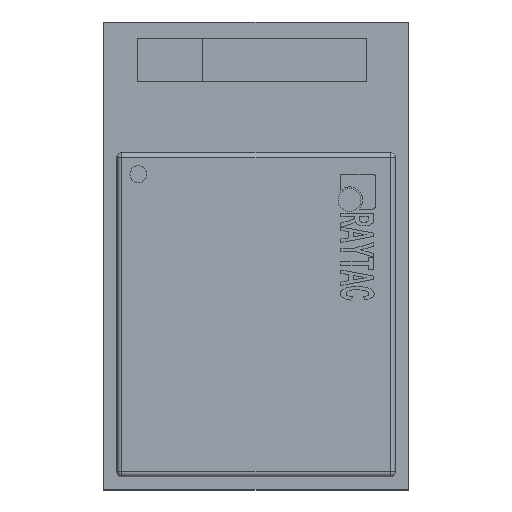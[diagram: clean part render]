
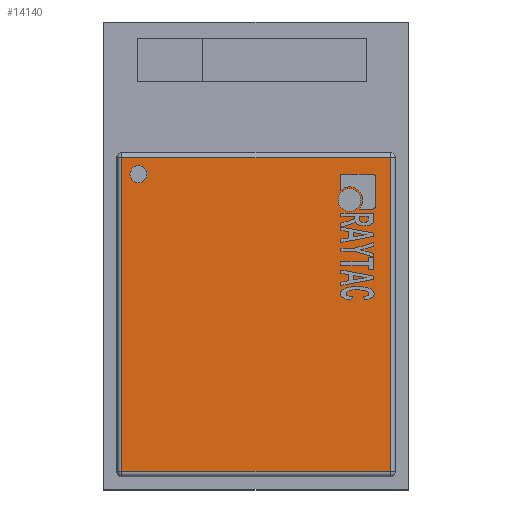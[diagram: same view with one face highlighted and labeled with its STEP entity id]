
A CAD part, top view. The second image highlights one B-rep face of the part: STEP entity #14140.
In plain terms, the highlighted planar face has unit normal (0, 0, 1).
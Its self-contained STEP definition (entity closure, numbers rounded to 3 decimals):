
#1111=FACE_OUTER_BOUND('',#2022,.T.);
#2022=EDGE_LOOP('',(#12054,#12055,#12056,#12057));
#3717=LINE('',#22310,#5522);
#3721=LINE('',#22326,#5526);
#3723=LINE('',#22329,#5528);
#3725=LINE('',#22332,#5530);
#5522=VECTOR('',#18440,10.);
#5526=VECTOR('',#18458,10.);
#5528=VECTOR('',#18462,10.);
#5530=VECTOR('',#18466,10.);
#6798=VERTEX_POINT('',#22272);
#6803=VERTEX_POINT('',#22285);
#6808=VERTEX_POINT('',#22298);
#6813=VERTEX_POINT('',#22314);
#8581=EDGE_CURVE('',#6798,#6808,#3717,.T.);
#8589=EDGE_CURVE('',#6808,#6813,#3721,.T.);
#8591=EDGE_CURVE('',#6813,#6803,#3723,.T.);
#8593=EDGE_CURVE('',#6803,#6798,#3725,.T.);
#12054=ORIENTED_EDGE('',*,*,#8581,.F.);
#12055=ORIENTED_EDGE('',*,*,#8593,.F.);
#12056=ORIENTED_EDGE('',*,*,#8591,.F.);
#12057=ORIENTED_EDGE('',*,*,#8589,.F.);
#13315=PLANE('',#15256);
#14140=ADVANCED_FACE('',(#1111),#13315,.T.);
#15256=AXIS2_PLACEMENT_3D('',#22338,#18474,#18475);
#18440=DIRECTION('',(-1.,0.,0.));
#18458=DIRECTION('',(0.,1.,0.));
#18462=DIRECTION('',(1.,0.,0.));
#18466=DIRECTION('',(0.,-1.,0.));
#18474=DIRECTION('center_axis',(0.,0.,1.));
#18475=DIRECTION('ref_axis',(1.,0.,0.));
#22272=CARTESIAN_POINT('',(4.1,-6.6,1.8));
#22285=CARTESIAN_POINT('',(4.1,3.,1.8));
#22298=CARTESIAN_POINT('',(-4.1,-6.6,1.8));
#22310=CARTESIAN_POINT('',(-2.125,-6.6,1.8));
#22314=CARTESIAN_POINT('',(-4.1,3.,1.8));
#22326=CARTESIAN_POINT('',(-4.1,0.675,1.8));
#22329=CARTESIAN_POINT('',(2.125,3.,1.8));
#22332=CARTESIAN_POINT('',(4.1,-4.275,1.8));
#22338=CARTESIAN_POINT('Origin',(0.,-1.8,1.8));
